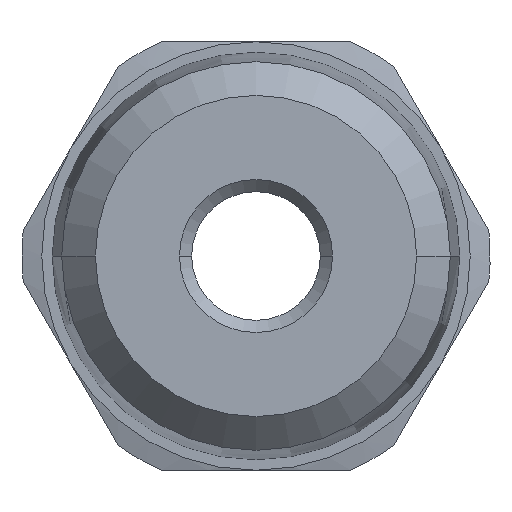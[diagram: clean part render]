
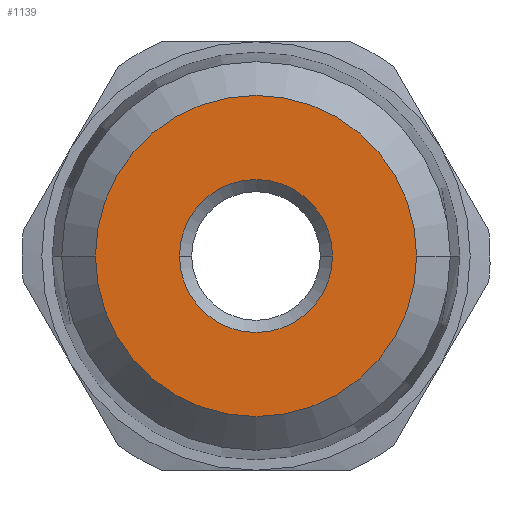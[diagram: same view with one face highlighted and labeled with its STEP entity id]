
A CAD part, front view. The second image highlights one B-rep face of the part: STEP entity #1139.
In plain terms, the highlighted planar face has unit normal (0, -1, 0).
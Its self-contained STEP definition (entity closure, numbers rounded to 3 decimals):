
#104=CARTESIAN_POINT('',(0.,-11.,0.));
#105=DIRECTION('',(0.,-1.,0.));
#106=DIRECTION('',(1.,0.,0.));
#107=AXIS2_PLACEMENT_3D('',#104,#105,#106);
#109=CARTESIAN_POINT('',(0.,-11.,0.));
#110=DIRECTION('',(0.,-1.,0.));
#111=DIRECTION('',(-1.,0.,0.));
#112=AXIS2_PLACEMENT_3D('',#109,#110,#111);
#114=CARTESIAN_POINT('',(0.,-11.,0.));
#115=DIRECTION('',(0.,-1.,0.));
#116=DIRECTION('',(1.,0.,0.));
#117=AXIS2_PLACEMENT_3D('',#114,#115,#116);
#119=CARTESIAN_POINT('',(0.,-11.,0.));
#120=DIRECTION('',(0.,-1.,0.));
#121=DIRECTION('',(-1.,0.,0.));
#122=AXIS2_PLACEMENT_3D('',#119,#120,#121);
#834=CARTESIAN_POINT('',(5.248,-11.,0.));
#835=VERTEX_POINT('',#834);
#836=CARTESIAN_POINT('',(-5.248,-11.,0.));
#837=VERTEX_POINT('',#836);
#882=CARTESIAN_POINT('',(2.5,-11.,0.));
#883=CARTESIAN_POINT('',(-2.5,-11.,0.));
#884=VERTEX_POINT('',#882);
#885=VERTEX_POINT('',#883);
#1124=CARTESIAN_POINT('',(0.,-11.,0.));
#1125=DIRECTION('',(0.,1.,0.));
#1126=DIRECTION('',(0.,0.,1.));
#1127=AXIS2_PLACEMENT_3D('',#1124,#1125,#1126);
#1128=PLANE('',#1127);
#1129=ORIENTED_EDGE('',*,*,#1117,.F.);
#1130=ORIENTED_EDGE('',*,*,#1106,.F.);
#1131=EDGE_LOOP('',(#1129,#1130));
#1132=FACE_OUTER_BOUND('',#1131,.F.);
#1134=ORIENTED_EDGE('',*,*,#1133,.T.);
#1136=ORIENTED_EDGE('',*,*,#1135,.T.);
#1137=EDGE_LOOP('',(#1134,#1136));
#1138=FACE_BOUND('',#1137,.F.);
#1139=ADVANCED_FACE('',(#1132,#1138),#1128,.F.);
#108=CIRCLE('',#107,5.248);
#113=CIRCLE('',#112,5.248);
#118=CIRCLE('',#117,2.5);
#123=CIRCLE('',#122,2.5);
#1106=EDGE_CURVE('',#837,#835,#113,.T.);
#1117=EDGE_CURVE('',#835,#837,#108,.T.);
#1133=EDGE_CURVE('',#884,#885,#118,.T.);
#1135=EDGE_CURVE('',#885,#884,#123,.T.);
